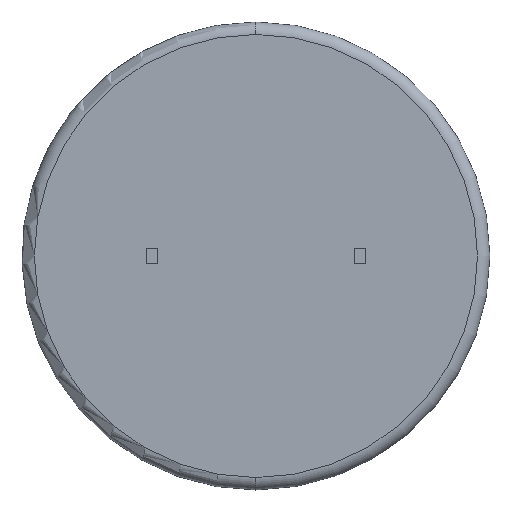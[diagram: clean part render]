
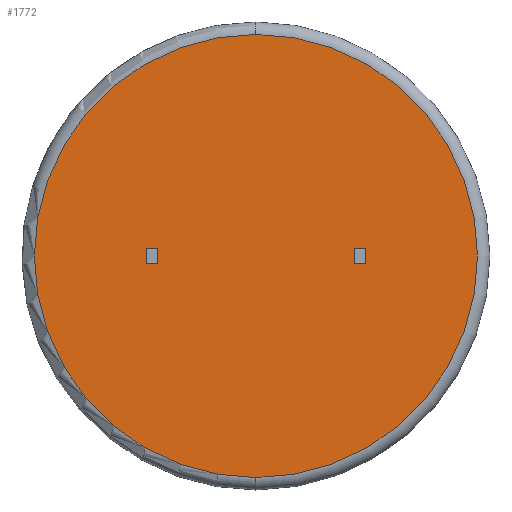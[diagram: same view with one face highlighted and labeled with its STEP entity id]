
A CAD part, front view. The second image highlights one B-rep face of the part: STEP entity #1772.
In plain terms, the highlighted planar face has unit normal (0, -1, 0).
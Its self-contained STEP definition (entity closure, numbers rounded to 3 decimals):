
#17 = EDGE_CURVE ( 'NONE', #1142, #41, #2472, .T. ) ;
#41 = VERTEX_POINT ( 'NONE', #329 ) ;
#91 = DIRECTION ( 'NONE',  ( 1., 0., 0. ) ) ;
#196 = CARTESIAN_POINT ( 'NONE',  ( -10.55, 0., -0.75 ) ) ;
#221 = CARTESIAN_POINT ( 'NONE',  ( 0., 0., 0. ) ) ;
#329 = CARTESIAN_POINT ( 'NONE',  ( -10.55, 0., 0.75 ) ) ;
#330 = CARTESIAN_POINT ( 'NONE',  ( -9.45, 0., 0.75 ) ) ;
#341 = FACE_OUTER_BOUND ( 'NONE', #499, .T. ) ;
#344 = LINE ( 'NONE', #2252, #1788 ) ;
#351 = DIRECTION ( 'NONE',  ( 1., 0., 0. ) ) ;
#404 = CARTESIAN_POINT ( 'NONE',  ( 9.45, 0., 0.75 ) ) ;
#499 = EDGE_LOOP ( 'NONE', ( #2566, #1298 ) ) ;
#579 = LINE ( 'NONE', #2373, #1954 ) ;
#588 = LINE ( 'NONE', #196, #2760 ) ;
#596 = VECTOR ( 'NONE', #1130, 1000. ) ;
#611 = VERTEX_POINT ( 'NONE', #999 ) ;
#637 = DIRECTION ( 'NONE',  ( 1., 0., 0. ) ) ;
#672 = DIRECTION ( 'NONE',  ( 0., 0., 1. ) ) ;
#675 = CARTESIAN_POINT ( 'NONE',  ( -9.45, 0., -0.75 ) ) ;
#687 = EDGE_CURVE ( 'NONE', #1231, #1551, #1681, .T. ) ;
#723 = EDGE_CURVE ( 'NONE', #1142, #1551, #588, .T. ) ;
#724 = CARTESIAN_POINT ( 'NONE',  ( -9.45, 0., 0.75 ) ) ;
#725 = ORIENTED_EDGE ( 'NONE', *, *, #687, .T. ) ;
#759 = CARTESIAN_POINT ( 'NONE',  ( 0., 0., 0. ) ) ;
#770 = ORIENTED_EDGE ( 'NONE', *, *, #2347, .F. ) ;
#774 = CARTESIAN_POINT ( 'NONE',  ( 9.45, 0., -0.75 ) ) ;
#777 = DIRECTION ( 'NONE',  ( 0., 0., 1. ) ) ;
#829 = AXIS2_PLACEMENT_3D ( 'NONE', #221, #1778, #672 ) ;
#834 = CARTESIAN_POINT ( 'NONE',  ( 9.45, 0., -0.75 ) ) ;
#881 = VERTEX_POINT ( 'NONE', #404 ) ;
#925 = CARTESIAN_POINT ( 'NONE',  ( -10.55, 0., 0. ) ) ;
#999 = CARTESIAN_POINT ( 'NONE',  ( 0., 0., -21.307 ) ) ;
#1007 = CARTESIAN_POINT ( 'NONE',  ( 10.55, 0., 0.75 ) ) ;
#1113 = EDGE_CURVE ( 'NONE', #611, #1831, #2661, .T. ) ;
#1114 = CARTESIAN_POINT ( 'NONE',  ( 10.55, 0., 0. ) ) ;
#1130 = DIRECTION ( 'NONE',  ( 0., 0., 1. ) ) ;
#1142 = VERTEX_POINT ( 'NONE', #2587 ) ;
#1143 = LINE ( 'NONE', #1625, #1575 ) ;
#1176 = CARTESIAN_POINT ( 'NONE',  ( 10.55, 0., -0.75 ) ) ;
#1231 = VERTEX_POINT ( 'NONE', #330 ) ;
#1275 = EDGE_CURVE ( 'NONE', #1453, #1351, #344, .T. ) ;
#1298 = ORIENTED_EDGE ( 'NONE', *, *, #1113, .T. ) ;
#1323 = ORIENTED_EDGE ( 'NONE', *, *, #2272, .F. ) ;
#1344 = PLANE ( 'NONE',  #829 ) ;
#1351 = VERTEX_POINT ( 'NONE', #1176 ) ;
#1364 = EDGE_CURVE ( 'NONE', #1831, #611, #1638, .T. ) ;
#1371 = ORIENTED_EDGE ( 'NONE', *, *, #1275, .F. ) ;
#1373 = AXIS2_PLACEMENT_3D ( 'NONE', #2702, #2386, #2745 ) ;
#1387 = DIRECTION ( 'NONE',  ( -1., 0., 0. ) ) ;
#1453 = VERTEX_POINT ( 'NONE', #834 ) ;
#1492 = ORIENTED_EDGE ( 'NONE', *, *, #723, .F. ) ;
#1551 = VERTEX_POINT ( 'NONE', #675 ) ;
#1575 = VECTOR ( 'NONE', #91, 1000. ) ;
#1613 = ORIENTED_EDGE ( 'NONE', *, *, #17, .T. ) ;
#1625 = CARTESIAN_POINT ( 'NONE',  ( -10.55, 0., 0.75 ) ) ;
#1638 = CIRCLE ( 'NONE', #1373, 21.307 ) ;
#1659 = EDGE_CURVE ( 'NONE', #1351, #2439, #2187, .T. ) ;
#1681 = LINE ( 'NONE', #724, #1794 ) ;
#1772 = ADVANCED_FACE ( 'NONE', ( #341, #2451, #2157 ), #1344, .F. ) ;
#1778 = DIRECTION ( 'NONE',  ( 0., 1., 0. ) ) ;
#1788 = VECTOR ( 'NONE', #351, 1000. ) ;
#1794 = VECTOR ( 'NONE', #2199, 1000. ) ;
#1825 = DIRECTION ( 'NONE',  ( 0., 0., -1. ) ) ;
#1831 = VERTEX_POINT ( 'NONE', #2599 ) ;
#1918 = LINE ( 'NONE', #774, #1991 ) ;
#1954 = VECTOR ( 'NONE', #1387, 1000. ) ;
#1958 = DIRECTION ( 'NONE',  ( 0., 0., 1. ) ) ;
#1991 = VECTOR ( 'NONE', #1825, 1000. ) ;
#2009 = ORIENTED_EDGE ( 'NONE', *, *, #1659, .F. ) ;
#2015 = EDGE_LOOP ( 'NONE', ( #1323, #770, #2009, #1371 ) ) ;
#2052 = VECTOR ( 'NONE', #1958, 1000. ) ;
#2157 = FACE_BOUND ( 'NONE', #2015, .T. ) ;
#2187 = LINE ( 'NONE', #1114, #2052 ) ;
#2199 = DIRECTION ( 'NONE',  ( 0., 0., -1. ) ) ;
#2252 = CARTESIAN_POINT ( 'NONE',  ( 9.45, 0., -0.75 ) ) ;
#2272 = EDGE_CURVE ( 'NONE', #881, #1453, #1918, .T. ) ;
#2347 = EDGE_CURVE ( 'NONE', #2439, #881, #579, .T. ) ;
#2373 = CARTESIAN_POINT ( 'NONE',  ( 9.45, 0., 0.75 ) ) ;
#2386 = DIRECTION ( 'NONE',  ( 0., -1., 0. ) ) ;
#2411 = EDGE_CURVE ( 'NONE', #41, #1231, #1143, .T. ) ;
#2439 = VERTEX_POINT ( 'NONE', #1007 ) ;
#2451 = FACE_BOUND ( 'NONE', #2512, .T. ) ;
#2459 = DIRECTION ( 'NONE',  ( 0., -1., 0. ) ) ;
#2472 = LINE ( 'NONE', #925, #596 ) ;
#2512 = EDGE_LOOP ( 'NONE', ( #1613, #2711, #725, #1492 ) ) ;
#2566 = ORIENTED_EDGE ( 'NONE', *, *, #1364, .T. ) ;
#2587 = CARTESIAN_POINT ( 'NONE',  ( -10.55, 0., -0.75 ) ) ;
#2599 = CARTESIAN_POINT ( 'NONE',  ( 0., 0., 21.307 ) ) ;
#2661 = CIRCLE ( 'NONE', #2687, 21.307 ) ;
#2687 = AXIS2_PLACEMENT_3D ( 'NONE', #759, #2459, #777 ) ;
#2702 = CARTESIAN_POINT ( 'NONE',  ( 0., 0., 0. ) ) ;
#2711 = ORIENTED_EDGE ( 'NONE', *, *, #2411, .T. ) ;
#2745 = DIRECTION ( 'NONE',  ( 0., 0., 1. ) ) ;
#2760 = VECTOR ( 'NONE', #637, 1000. ) ;
